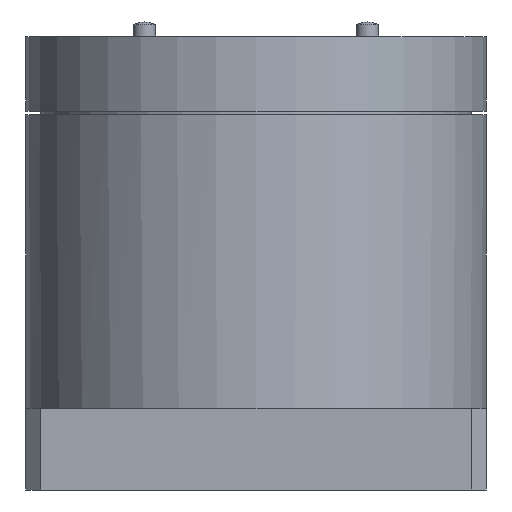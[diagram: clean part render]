
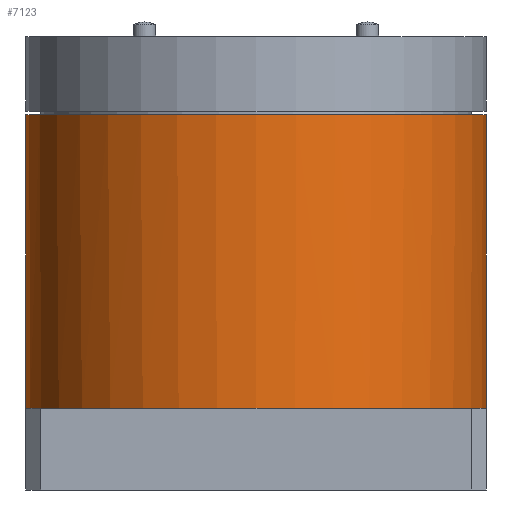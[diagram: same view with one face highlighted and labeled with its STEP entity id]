
A CAD part, left-side view. The second image highlights one B-rep face of the part: STEP entity #7123.
In plain terms, the highlighted cylindrical face has radius 31 mm (diameter 62 mm), a full revolution.
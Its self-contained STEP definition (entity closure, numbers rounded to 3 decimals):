
#633=FACE_OUTER_BOUND('',#1066,.T.);
#1066=EDGE_LOOP('',(#4941,#4942,#4943,#4944,#4945,#4946,#4947,#4948));
#1518=LINE('',#11052,#1916);
#1519=LINE('',#11053,#1917);
#1520=LINE('',#11061,#1918);
#1916=VECTOR('',#8902,10.);
#1917=VECTOR('',#8903,10.);
#1918=VECTOR('',#8914,31.);
#2356=CIRCLE('',#7669,31.);
#2375=CIRCLE('',#7695,31.);
#2376=CIRCLE('',#7696,31.);
#2377=CIRCLE('',#7698,31.);
#2884=VERTEX_POINT('',#10992);
#2885=VERTEX_POINT('',#10993);
#2907=VERTEX_POINT('',#11049);
#2908=VERTEX_POINT('',#11050);
#2909=VERTEX_POINT('',#11055);
#2910=VERTEX_POINT('',#11059);
#3670=EDGE_CURVE('',#2885,#2884,#2356,.T.);
#3698=EDGE_CURVE('',#2885,#2907,#1518,.T.);
#3699=EDGE_CURVE('',#2908,#2884,#1519,.T.);
#3700=EDGE_CURVE('',#2909,#2908,#2375,.T.);
#3701=EDGE_CURVE('',#2907,#2909,#2376,.T.);
#3702=EDGE_CURVE('',#2910,#2910,#2377,.T.);
#3703=EDGE_CURVE('',#2910,#2909,#1520,.T.);
#4941=ORIENTED_EDGE('',*,*,#3702,.T.);
#4942=ORIENTED_EDGE('',*,*,#3703,.T.);
#4943=ORIENTED_EDGE('',*,*,#3700,.T.);
#4944=ORIENTED_EDGE('',*,*,#3699,.T.);
#4945=ORIENTED_EDGE('',*,*,#3670,.F.);
#4946=ORIENTED_EDGE('',*,*,#3698,.T.);
#4947=ORIENTED_EDGE('',*,*,#3701,.T.);
#4948=ORIENTED_EDGE('',*,*,#3703,.F.);
#6569=CYLINDRICAL_SURFACE('',#7697,31.);
#7123=ADVANCED_FACE('',(#633),#6569,.T.);
#7669=AXIS2_PLACEMENT_3D('',#10995,#8843,#8844);
#7695=AXIS2_PLACEMENT_3D('',#11056,#8906,#8907);
#7696=AXIS2_PLACEMENT_3D('',#11057,#8908,#8909);
#7697=AXIS2_PLACEMENT_3D('',#11058,#8910,#8911);
#7698=AXIS2_PLACEMENT_3D('',#11060,#8912,#8913);
#8843=DIRECTION('center_axis',(0.,0.,
-1.));
#8844=DIRECTION('ref_axis',(-1.,0.,0.));
#8902=DIRECTION('',(0.,0.,1.));
#8903=DIRECTION('',(0.,0.,-1.));
#8906=DIRECTION('center_axis',(0.,0.,
1.));
#8907=DIRECTION('ref_axis',(-1.,0.,0.));
#8908=DIRECTION('center_axis',(0.,0.,
1.));
#8909=DIRECTION('ref_axis',(-1.,0.,0.));
#8910=DIRECTION('center_axis',(0.,0.,
1.));
#8911=DIRECTION('ref_axis',(-1.,0.,0.));
#8912=DIRECTION('center_axis',(0.,0.,
-1.));
#8913=DIRECTION('ref_axis',(-1.,0.,0.));
#8914=DIRECTION('',(0.,0.,-1.));
#10992=CARTESIAN_POINT('',(30.2,6.997,11.));
#10993=CARTESIAN_POINT('',(30.2,-6.997,11.));
#10995=CARTESIAN_POINT('Origin',(0.,0.,
11.));
#11049=CARTESIAN_POINT('',(30.2,-6.997,27.5));
#11050=CARTESIAN_POINT('',(30.2,6.997,27.5));
#11052=CARTESIAN_POINT('',(30.2,-6.997,11.));
#11053=CARTESIAN_POINT('',(30.2,6.997,11.));
#11055=CARTESIAN_POINT('',(31.,0.,27.5));
#11056=CARTESIAN_POINT('Origin',(0.,0.,
27.5));
#11057=CARTESIAN_POINT('Origin',(0.,0.,
27.5));
#11058=CARTESIAN_POINT('Origin',(0.,0.,
11.));
#11059=CARTESIAN_POINT('',(31.,0.,50.5));
#11060=CARTESIAN_POINT('Origin',(0.,0.,
50.5));
#11061=CARTESIAN_POINT('',(31.,0.,11.));
